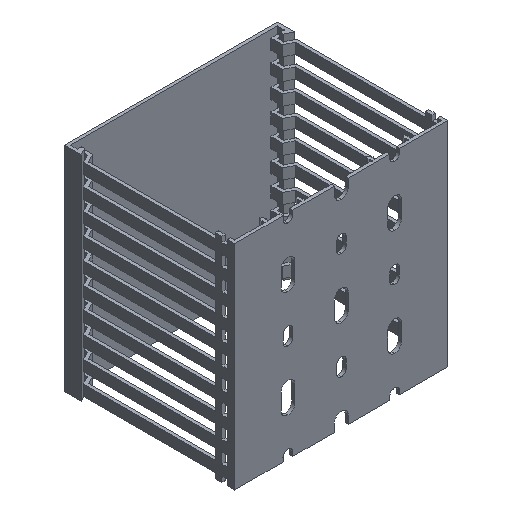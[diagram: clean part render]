
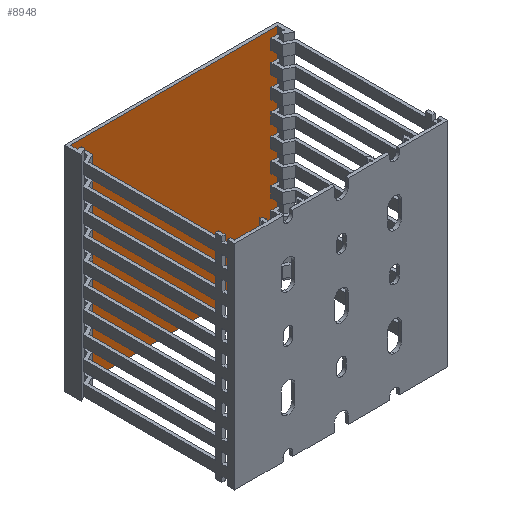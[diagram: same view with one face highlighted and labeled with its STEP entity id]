
A CAD part, isometric view. The second image highlights one B-rep face of the part: STEP entity #8948.
In plain terms, the highlighted planar face has unit normal (0, -1, 0).
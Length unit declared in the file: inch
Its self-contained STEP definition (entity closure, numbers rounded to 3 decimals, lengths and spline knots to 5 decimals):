
#410 = VECTOR ( 'NONE', #1548, 39.37008 ) ;
#545 = CARTESIAN_POINT ( 'NONE',  ( -1.90945, 3.87795, 0. ) ) ;
#1037 = LINE ( 'NONE', #6186, #2194 ) ;
#1548 = DIRECTION ( 'NONE',  ( -1., 0., 0. ) ) ;
#2194 = VECTOR ( 'NONE', #7352, 39.37008 ) ;
#2356 = PLANE ( 'NONE',  #8158 ) ;
#2426 = DIRECTION ( 'NONE',  ( 0., 0., -1. ) ) ;
#2617 = VERTEX_POINT ( 'NONE', #5493 ) ;
#3267 = ORIENTED_EDGE ( 'NONE', *, *, #9279, .T. ) ;
#3474 = DIRECTION ( 'NONE',  ( 0., 0., 1. ) ) ;
#3674 = ORIENTED_EDGE ( 'NONE', *, *, #11156, .F. ) ;
#5493 = CARTESIAN_POINT ( 'NONE',  ( 1.90945, 3.87795, -3.93701 ) ) ;
#6099 = EDGE_CURVE ( 'NONE', #2617, #10423, #11404, .T. ) ;
#6186 = CARTESIAN_POINT ( 'NONE',  ( 1.90945, 3.87795, -3.93701 ) ) ;
#6363 = VECTOR ( 'NONE', #3474, 39.37008 ) ;
#6605 = CARTESIAN_POINT ( 'NONE',  ( -1.90945, 3.87795, -3.93701 ) ) ;
#7352 = DIRECTION ( 'NONE',  ( 0., 0., 1. ) ) ;
#7637 = FACE_OUTER_BOUND ( 'NONE', #12611, .T. ) ;
#8158 = AXIS2_PLACEMENT_3D ( 'NONE', #6605, #10839, #2426 ) ;
#8273 = DIRECTION ( 'NONE',  ( -1., 0., 0. ) ) ;
#8421 = ORIENTED_EDGE ( 'NONE', *, *, #6099, .F. ) ;
#8948 = ADVANCED_FACE ( 'NONE', ( #7637 ), #2356, .T. ) ;
#9038 = VERTEX_POINT ( 'NONE', #545 ) ;
#9279 = EDGE_CURVE ( 'NONE', #11413, #9038, #11001, .T. ) ;
#9750 = EDGE_CURVE ( 'NONE', #2617, #11413, #1037, .T. ) ;
#10423 = VERTEX_POINT ( 'NONE', #12073 ) ;
#10839 = DIRECTION ( 'NONE',  ( 0., -1., 0. ) ) ;
#11001 = LINE ( 'NONE', #12261, #410 ) ;
#11156 = EDGE_CURVE ( 'NONE', #10423, #9038, #13075, .T. ) ;
#11195 = ORIENTED_EDGE ( 'NONE', *, *, #9750, .T. ) ;
#11404 = LINE ( 'NONE', #13629, #11903 ) ;
#11413 = VERTEX_POINT ( 'NONE', #13612 ) ;
#11903 = VECTOR ( 'NONE', #8273, 39.37008 ) ;
#12073 = CARTESIAN_POINT ( 'NONE',  ( -1.90945, 3.87795, -3.93701 ) ) ;
#12261 = CARTESIAN_POINT ( 'NONE',  ( 0., 3.87795, 0. ) ) ;
#12611 = EDGE_LOOP ( 'NONE', ( #8421, #11195, #3267, #3674 ) ) ;
#12934 = CARTESIAN_POINT ( 'NONE',  ( -1.90945, 3.87795, -3.93701 ) ) ;
#13075 = LINE ( 'NONE', #12934, #6363 ) ;
#13612 = CARTESIAN_POINT ( 'NONE',  ( 1.90945, 3.87795, 0. ) ) ;
#13629 = CARTESIAN_POINT ( 'NONE',  ( 0., 3.87795, -3.93701 ) ) ;
